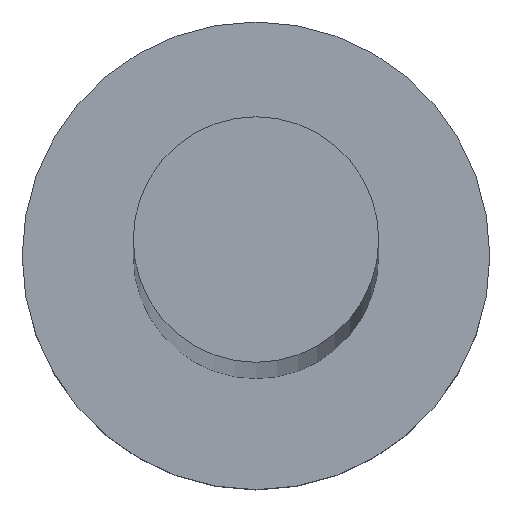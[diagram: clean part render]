
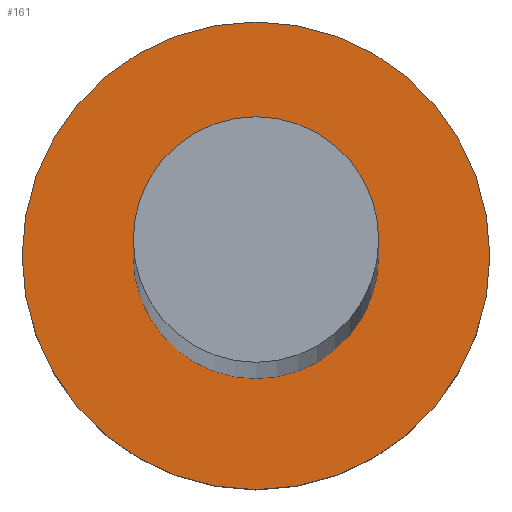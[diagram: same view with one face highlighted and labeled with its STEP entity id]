
A CAD part, top view. The second image highlights one B-rep face of the part: STEP entity #161.
In plain terms, the highlighted planar face has unit normal (0, 0, 1).
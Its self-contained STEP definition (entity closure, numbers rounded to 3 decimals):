
#2 = CARTESIAN_POINT ( 'NONE',  ( -2.1, 0., 3. ) ) ;
#4 = CARTESIAN_POINT ( 'NONE',  ( 0., 0., 3. ) ) ;
#5 = VERTEX_POINT ( 'NONE', #247 ) ;
#7 = FACE_BOUND ( 'NONE', #49, .T. ) ;
#10 = DIRECTION ( 'NONE',  ( 0., 0., 1. ) ) ;
#11 = EDGE_CURVE ( 'NONE', #66, #129, #242, .T. ) ;
#21 = DIRECTION ( 'NONE',  ( 0., 0., 1. ) ) ;
#36 = EDGE_CURVE ( 'NONE', #214, #5, #139, .T. ) ;
#39 = ORIENTED_EDGE ( 'NONE', *, *, #110, .T. ) ;
#44 = CIRCLE ( 'NONE', #57, 4. ) ;
#49 = EDGE_LOOP ( 'NONE', ( #255, #224 ) ) ;
#50 = CARTESIAN_POINT ( 'NONE',  ( 0., 0., 3. ) ) ;
#51 = CARTESIAN_POINT ( 'NONE',  ( 0., 0., 3. ) ) ;
#54 = DIRECTION ( 'NONE',  ( 0., 0., 1. ) ) ;
#57 = AXIS2_PLACEMENT_3D ( 'NONE', #4, #21, #218 ) ;
#66 = VERTEX_POINT ( 'NONE', #134 ) ;
#71 = FACE_OUTER_BOUND ( 'NONE', #219, .T. ) ;
#80 = DIRECTION ( 'NONE',  ( 0., 0., 1. ) ) ;
#82 = AXIS2_PLACEMENT_3D ( 'NONE', #145, #80, #200 ) ;
#92 = DIRECTION ( 'NONE',  ( 1., 0., 0. ) ) ;
#110 = EDGE_CURVE ( 'NONE', #5, #214, #44, .T. ) ;
#120 = EDGE_CURVE ( 'NONE', #129, #66, #196, .T. ) ;
#129 = VERTEX_POINT ( 'NONE', #2 ) ;
#134 = CARTESIAN_POINT ( 'NONE',  ( 2.1, 0., 3. ) ) ;
#139 = CIRCLE ( 'NONE', #234, 4. ) ;
#145 = CARTESIAN_POINT ( 'NONE',  ( 0., 0., 3. ) ) ;
#148 = PLANE ( 'NONE',  #153 ) ;
#151 = DIRECTION ( 'NONE',  ( 0., 0., 1. ) ) ;
#153 = AXIS2_PLACEMENT_3D ( 'NONE', #50, #10, #92 ) ;
#155 = DIRECTION ( 'NONE',  ( 1., 0., 0. ) ) ;
#159 = AXIS2_PLACEMENT_3D ( 'NONE', #191, #151, #155 ) ;
#161 = ADVANCED_FACE ( 'NONE', ( #7, #71 ), #148, .T. ) ;
#167 = ORIENTED_EDGE ( 'NONE', *, *, #36, .T. ) ;
#187 = DIRECTION ( 'NONE',  ( 1., 0., 0. ) ) ;
#191 = CARTESIAN_POINT ( 'NONE',  ( 0., 0., 3. ) ) ;
#196 = CIRCLE ( 'NONE', #82, 2.1 ) ;
#200 = DIRECTION ( 'NONE',  ( 1., 0., 0. ) ) ;
#208 = CARTESIAN_POINT ( 'NONE',  ( 4., 0., 3. ) ) ;
#214 = VERTEX_POINT ( 'NONE', #208 ) ;
#218 = DIRECTION ( 'NONE',  ( 1., 0., 0. ) ) ;
#219 = EDGE_LOOP ( 'NONE', ( #39, #167 ) ) ;
#224 = ORIENTED_EDGE ( 'NONE', *, *, #11, .F. ) ;
#234 = AXIS2_PLACEMENT_3D ( 'NONE', #51, #54, #187 ) ;
#242 = CIRCLE ( 'NONE', #159, 2.1 ) ;
#247 = CARTESIAN_POINT ( 'NONE',  ( -4., 0., 3. ) ) ;
#255 = ORIENTED_EDGE ( 'NONE', *, *, #120, .F. ) ;
